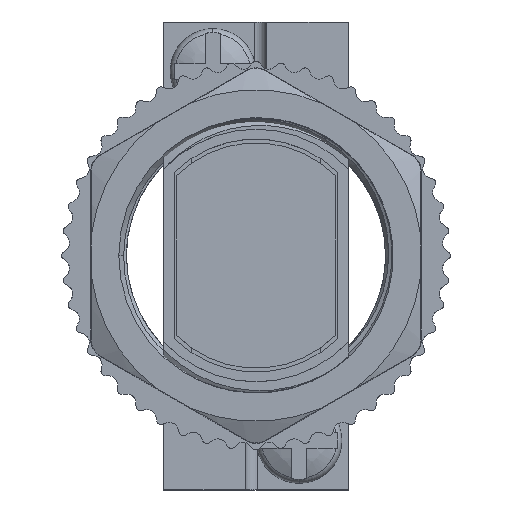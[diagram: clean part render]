
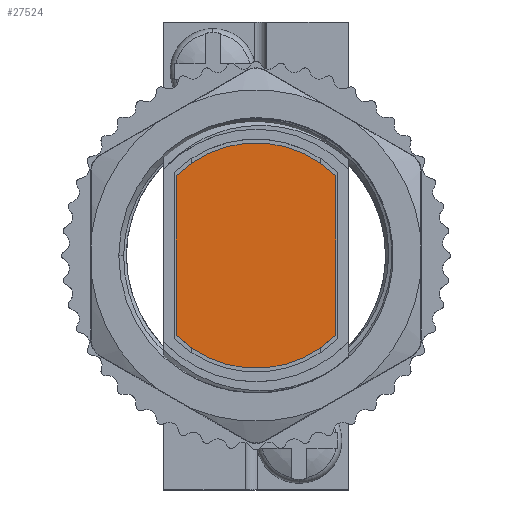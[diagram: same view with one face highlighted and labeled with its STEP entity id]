
A CAD part, top view. The second image highlights one B-rep face of the part: STEP entity #27524.
In plain terms, the highlighted face is planar.
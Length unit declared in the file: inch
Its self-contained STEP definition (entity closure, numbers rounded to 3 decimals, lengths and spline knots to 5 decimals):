
#27407=CARTESIAN_POINT('',(0.,0.06,0.));
#27408=DIRECTION('',(0.,1.,0.));
#27409=DIRECTION('',(-0.707,0.,0.707));
#27410=AXIS2_PLACEMENT_3D('',#27407,#27408,#27409);
#27412=DIRECTION('',(0.,0.,1.));
#27413=VECTOR('',#27412,0.41024);
#27414=CARTESIAN_POINT('',(-0.205,0.06,-0.20512));
#27415=LINE('',#27414,#27413);
#27416=CARTESIAN_POINT('',(0.,0.06,0.));
#27417=DIRECTION('',(0.,1.,0.));
#27418=DIRECTION('',(0.707,0.,-0.707));
#27419=AXIS2_PLACEMENT_3D('',#27416,#27417,#27418);
#27421=DIRECTION('',(0.,0.,-1.));
#27422=VECTOR('',#27421,0.41024);
#27423=CARTESIAN_POINT('',(0.205,0.06,0.20512));
#27424=LINE('',#27423,#27422);
#27433=CARTESIAN_POINT('',(-0.205,0.06,0.20512));
#27434=CARTESIAN_POINT('',(0.205,0.06,0.20512));
#27435=VERTEX_POINT('',#27433);
#27436=VERTEX_POINT('',#27434);
#27437=CARTESIAN_POINT('',(0.205,0.06,-0.20512));
#27438=VERTEX_POINT('',#27437);
#27439=CARTESIAN_POINT('',(-0.205,0.06,-0.20512));
#27440=VERTEX_POINT('',#27439);
#27513=CARTESIAN_POINT('',(0.,0.06,0.));
#27514=DIRECTION('',(0.,1.,0.));
#27515=DIRECTION('',(-1.,0.,0.));
#27516=AXIS2_PLACEMENT_3D('',#27513,#27514,#27515);
#27517=PLANE('',#27516);
#27518=ORIENTED_EDGE('',*,*,#27465,.F.);
#27519=ORIENTED_EDGE('',*,*,#27480,.F.);
#27520=ORIENTED_EDGE('',*,*,#27494,.F.);
#27521=ORIENTED_EDGE('',*,*,#27507,.F.);
#27522=EDGE_LOOP('',(#27518,#27519,#27520,#27521));
#27523=FACE_OUTER_BOUND('',#27522,.F.);
#27524=ADVANCED_FACE('',(#27523),#27517,.T.);
#27411=CIRCLE('',#27410,0.29);
#27420=CIRCLE('',#27419,0.29);
#27465=EDGE_CURVE('',#27435,#27436,#27411,.T.);
#27480=EDGE_CURVE('',#27440,#27435,#27415,.T.);
#27494=EDGE_CURVE('',#27438,#27440,#27420,.T.);
#27507=EDGE_CURVE('',#27436,#27438,#27424,.T.);
